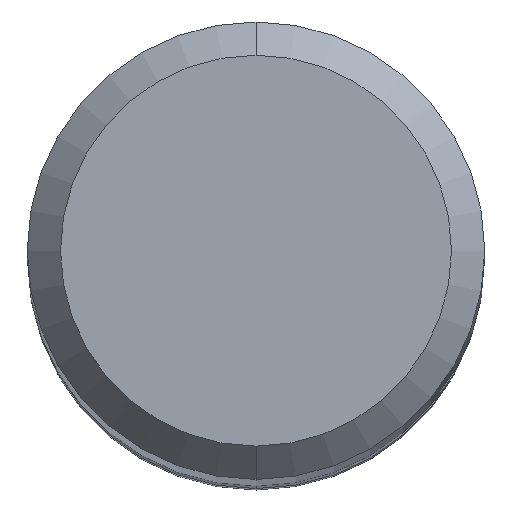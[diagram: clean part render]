
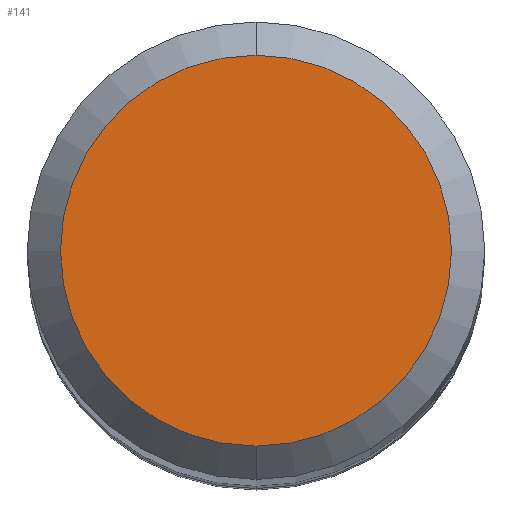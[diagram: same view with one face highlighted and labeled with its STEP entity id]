
A CAD part, top view. The second image highlights one B-rep face of the part: STEP entity #141.
In plain terms, the highlighted planar face has unit normal (0, 0, 1).
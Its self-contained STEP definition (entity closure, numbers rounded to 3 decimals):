
#141=ADVANCED_FACE('',(#372),#373,.T.);
#213=VERTEX_POINT('',#453);
#295=EDGE_CURVE('',#213,#301,#547,.T.);
#297=EDGE_CURVE('',#301,#213,#549,.T.);
#301=VERTEX_POINT('',#553);
#372=FACE_OUTER_BOUND('',#625,.T.);
#373=PLANE('',#626);
#453=CARTESIAN_POINT('',(0.,-2.35,0.0));
#547=CIRCLE('',#849,2.35);
#549=CIRCLE('',#852,2.35);
#553=CARTESIAN_POINT('',(0.0,2.35,0.0));
#625=EDGE_LOOP('',(#933,#934));
#626=AXIS2_PLACEMENT_3D('',#935,#936,#937);
#849=AXIS2_PLACEMENT_3D('',#1154,#1155,#1156);
#852=AXIS2_PLACEMENT_3D('',#1157,#1158,#1159);
#933=ORIENTED_EDGE('',*,*,#297,.F.);
#934=ORIENTED_EDGE('',*,*,#295,.F.);
#935=CARTESIAN_POINT('',(0.0,1.175,0.0));
#936=DIRECTION('',(-0.0,0.0,1.0));
#937=DIRECTION('',(0.0,-1.0,0.0));
#1154=CARTESIAN_POINT('',(0.0,0.0,0.0));
#1155=DIRECTION('',(0.0,0.0,-1.0));
#1156=DIRECTION('',(0.0,1.0,0.0));
#1157=CARTESIAN_POINT('',(0.0,0.0,0.0));
#1158=DIRECTION('',(0.0,0.0,-1.0));
#1159=DIRECTION('',(0.0,1.0,0.0));
